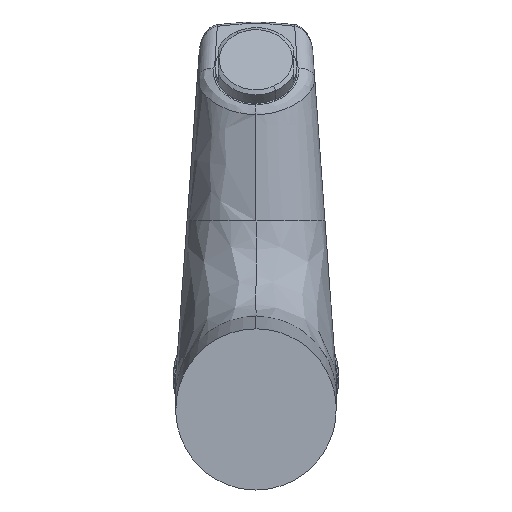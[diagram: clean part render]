
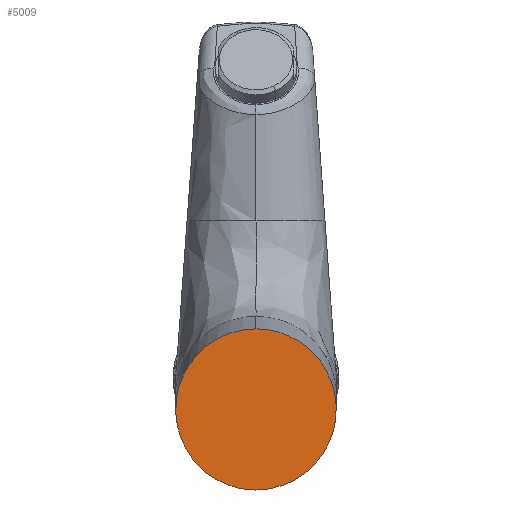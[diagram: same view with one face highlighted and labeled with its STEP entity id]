
A CAD part, front view. The second image highlights one B-rep face of the part: STEP entity #5009.
In plain terms, the highlighted planar face has unit normal (0, -1, 0).
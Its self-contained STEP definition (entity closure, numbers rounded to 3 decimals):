
#697 = DIRECTION ( 'NONE',  ( 0., 0., 1. ) ) ;
#1121 = VERTEX_POINT ( 'NONE', #11302 ) ;
#1585 = CARTESIAN_POINT ( 'NONE',  ( 0., 0., -23.605 ) ) ;
#2698 = CARTESIAN_POINT ( 'NONE',  ( 0., 0., 23.59 ) ) ;
#2731 = CARTESIAN_POINT ( 'NONE',  ( 47.015, 0., 23.59 ) ) ;
#2827 = CARTESIAN_POINT ( 'NONE',  ( 0., 0., 23.59 ) ) ;
#3258 = AXIS2_PLACEMENT_3D ( 'NONE', #6165, #5066, #697 ) ;
#3296 = EDGE_CURVE ( 'NONE', #4806, #1121, #11024, .T. ) ;
#3872 = ORIENTED_EDGE ( 'NONE', *, *, #9376, .T. ) ;
#4806 = VERTEX_POINT ( 'NONE', #7244 ) ;
#5009 = ADVANCED_FACE ( 'NONE', ( #7581 ), #10541, .F. ) ;
#5066 = DIRECTION ( 'NONE',  ( 0., 1., 0. ) ) ;
#5953 = CARTESIAN_POINT ( 'NONE',  ( -47.015, 0., 23.59 ) ) ;
#6165 = CARTESIAN_POINT ( 'NONE',  ( -9.5, 0., -8.5 ) ) ;
#7244 = CARTESIAN_POINT ( 'NONE',  ( 0., 0., -23.605 ) ) ;
#7581 = FACE_OUTER_BOUND ( 'NONE', #9193, .T. ) ;
#9193 = EDGE_LOOP ( 'NONE', ( #10032, #3872 ) ) ;
#9309 = CARTESIAN_POINT ( 'NONE',  ( -47.015, 0., -23.605 ) ) ;
#9376 = EDGE_CURVE ( 'NONE', #1121, #4806, #12804, .T. ) ;
#10032 = ORIENTED_EDGE ( 'NONE', *, *, #3296, .T. ) ;
#10541 = PLANE ( 'NONE',  #3258 ) ;
#11024 =( BOUNDED_CURVE ( )  B_SPLINE_CURVE ( 3, ( #1585, #11557, #2731, #2827 ),
 .UNSPECIFIED., .F., .T. ) 
 B_SPLINE_CURVE_WITH_KNOTS ( ( 4, 4 ),
 ( 0., 3.142 ),
 .UNSPECIFIED. ) 
 CURVE ( )  GEOMETRIC_REPRESENTATION_ITEM ( )  RATIONAL_B_SPLINE_CURVE ( ( 1., 0.333, 0.333, 1. ) ) 
 REPRESENTATION_ITEM ( '' )  );
#11302 = CARTESIAN_POINT ( 'NONE',  ( 0., 0., 23.59 ) ) ;
#11434 = CARTESIAN_POINT ( 'NONE',  ( 0., 0., -23.605 ) ) ;
#11557 = CARTESIAN_POINT ( 'NONE',  ( 47.015, 0., -23.605 ) ) ;
#12804 =( BOUNDED_CURVE ( )  B_SPLINE_CURVE ( 3, ( #2698, #5953, #9309, #11434 ),
 .UNSPECIFIED., .F., .F. ) 
 B_SPLINE_CURVE_WITH_KNOTS ( ( 4, 4 ),
 ( 3.142, 6.283 ),
 .UNSPECIFIED. ) 
 CURVE ( )  GEOMETRIC_REPRESENTATION_ITEM ( )  RATIONAL_B_SPLINE_CURVE ( ( 1., 0.333, 0.333, 1. ) ) 
 REPRESENTATION_ITEM ( '' )  );
